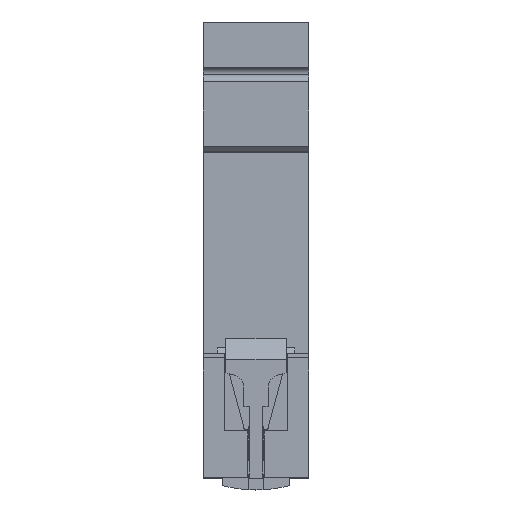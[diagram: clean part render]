
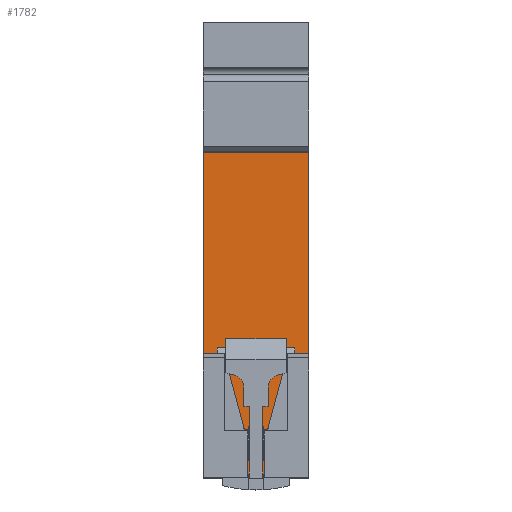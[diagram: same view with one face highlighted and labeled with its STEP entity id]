
A CAD part, top view. The second image highlights one B-rep face of the part: STEP entity #1782.
In plain terms, the highlighted planar face has unit normal (0, 0, 1).
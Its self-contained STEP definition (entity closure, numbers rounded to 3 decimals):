
#58 = DIRECTION ( 'NONE',  ( 0., 1., 0. ) ) ;
#517 = CARTESIAN_POINT ( 'NONE',  ( -9., -17.75, 27.804 ) ) ;
#528 = AXIS2_PLACEMENT_3D ( 'NONE', #517, #5483, #2209 ) ;
#625 = VECTOR ( 'NONE', #58, 1000. ) ;
#680 = EDGE_CURVE ( 'NONE', #4303, #5783, #6087, .T. ) ;
#796 = LINE ( 'NONE', #5406, #5031 ) ;
#981 = VECTOR ( 'NONE', #3924, 1000. ) ;
#1095 = CARTESIAN_POINT ( 'NONE',  ( -9., -17.75, 27.804 ) ) ;
#1150 = LINE ( 'NONE', #1699, #5389 ) ;
#1156 = CARTESIAN_POINT ( 'NONE',  ( -9., -17.75, 27.804 ) ) ;
#1215 = VERTEX_POINT ( 'NONE', #3323 ) ;
#1236 = VERTEX_POINT ( 'NONE', #3352 ) ;
#1246 = VERTEX_POINT ( 'NONE', #5539 ) ;
#1302 = VERTEX_POINT ( 'NONE', #6136 ) ;
#1699 = CARTESIAN_POINT ( 'NONE',  ( 9., -17.75, 27.804 ) ) ;
#1715 = VERTEX_POINT ( 'NONE', #7054 ) ;
#1717 = VECTOR ( 'NONE', #6808, 1000. ) ;
#1782 = ADVANCED_FACE ( 'NONE', ( #5079 ), #2760, .T. ) ;
#1882 = CARTESIAN_POINT ( 'NONE',  ( -9., -17.75, 27.804 ) ) ;
#2037 = LINE ( 'NONE', #1156, #3332 ) ;
#2209 = DIRECTION ( 'NONE',  ( 1., 0., 0. ) ) ;
#2297 = LINE ( 'NONE', #5042, #625 ) ;
#2488 = LINE ( 'NONE', #4991, #981 ) ;
#2682 = EDGE_CURVE ( 'NONE', #1246, #4303, #2037, .T. ) ;
#2760 = PLANE ( 'NONE',  #528 ) ;
#2787 = ORIENTED_EDGE ( 'NONE', *, *, #680, .T. ) ;
#2803 = DIRECTION ( 'NONE',  ( 0., -1., 0. ) ) ;
#3298 = CARTESIAN_POINT ( 'NONE',  ( -9., -17.75, 27.804 ) ) ;
#3323 = CARTESIAN_POINT ( 'NONE',  ( 6.899, -17.75, 27.804 ) ) ;
#3332 = VECTOR ( 'NONE', #5028, 1000. ) ;
#3352 = CARTESIAN_POINT ( 'NONE',  ( 6.899, -39., 27.804 ) ) ;
#3386 = EDGE_CURVE ( 'NONE', #1215, #1302, #4463, .T. ) ;
#3397 = ORIENTED_EDGE ( 'NONE', *, *, #3443, .F. ) ;
#3405 = EDGE_CURVE ( 'NONE', #1236, #1215, #5727, .T. ) ;
#3434 = EDGE_CURVE ( 'NONE', #1715, #1302, #1150, .T. ) ;
#3443 = EDGE_CURVE ( 'NONE', #1246, #1715, #2488, .T. ) ;
#3486 = EDGE_CURVE ( 'NONE', #6418, #5783, #2297, .T. ) ;
#3924 = DIRECTION ( 'NONE',  ( 1., 0., 0. ) ) ;
#4293 = VECTOR ( 'NONE', #5505, 1000. ) ;
#4303 = VERTEX_POINT ( 'NONE', #3298 ) ;
#4428 = DIRECTION ( 'NONE',  ( 1., 0., 0. ) ) ;
#4463 = LINE ( 'NONE', #1095, #4704 ) ;
#4704 = VECTOR ( 'NONE', #4428, 1000. ) ;
#4973 = CARTESIAN_POINT ( 'NONE',  ( 6.899, -39., 27.804 ) ) ;
#4991 = CARTESIAN_POINT ( 'NONE',  ( -9., 17.75, 27.804 ) ) ;
#5001 = CARTESIAN_POINT ( 'NONE',  ( -6.899, -39., 27.804 ) ) ;
#5028 = DIRECTION ( 'NONE',  ( 0., -1., 0. ) ) ;
#5031 = VECTOR ( 'NONE', #7039, 1000. ) ;
#5042 = CARTESIAN_POINT ( 'NONE',  ( -6.899, -39., 27.804 ) ) ;
#5079 = FACE_OUTER_BOUND ( 'NONE', #5641, .T. ) ;
#5389 = VECTOR ( 'NONE', #2803, 1000. ) ;
#5406 = CARTESIAN_POINT ( 'NONE',  ( -1.4, -39., 27.804 ) ) ;
#5483 = DIRECTION ( 'NONE',  ( 0., 0., 1. ) ) ;
#5505 = DIRECTION ( 'NONE',  ( 0., 1., 0. ) ) ;
#5539 = CARTESIAN_POINT ( 'NONE',  ( -9., 17.75, 27.804 ) ) ;
#5574 = ORIENTED_EDGE ( 'NONE', *, *, #3386, .T. ) ;
#5641 = EDGE_LOOP ( 'NONE', ( #6178, #5574, #5694, #3397, #6888, #2787, #7031, #7146 ) ) ;
#5672 = CARTESIAN_POINT ( 'NONE',  ( -6.899, -17.75, 27.804 ) ) ;
#5694 = ORIENTED_EDGE ( 'NONE', *, *, #3434, .F. ) ;
#5727 = LINE ( 'NONE', #4973, #4293 ) ;
#5783 = VERTEX_POINT ( 'NONE', #5672 ) ;
#6087 = LINE ( 'NONE', #1882, #1717 ) ;
#6136 = CARTESIAN_POINT ( 'NONE',  ( 9., -17.75, 27.804 ) ) ;
#6178 = ORIENTED_EDGE ( 'NONE', *, *, #3405, .T. ) ;
#6199 = EDGE_CURVE ( 'NONE', #1236, #6418, #796, .T. ) ;
#6418 = VERTEX_POINT ( 'NONE', #5001 ) ;
#6808 = DIRECTION ( 'NONE',  ( 1., 0., 0. ) ) ;
#6888 = ORIENTED_EDGE ( 'NONE', *, *, #2682, .T. ) ;
#7031 = ORIENTED_EDGE ( 'NONE', *, *, #3486, .F. ) ;
#7039 = DIRECTION ( 'NONE',  ( -1., 0., 0. ) ) ;
#7054 = CARTESIAN_POINT ( 'NONE',  ( 9., 17.75, 27.804 ) ) ;
#7146 = ORIENTED_EDGE ( 'NONE', *, *, #6199, .F. ) ;
